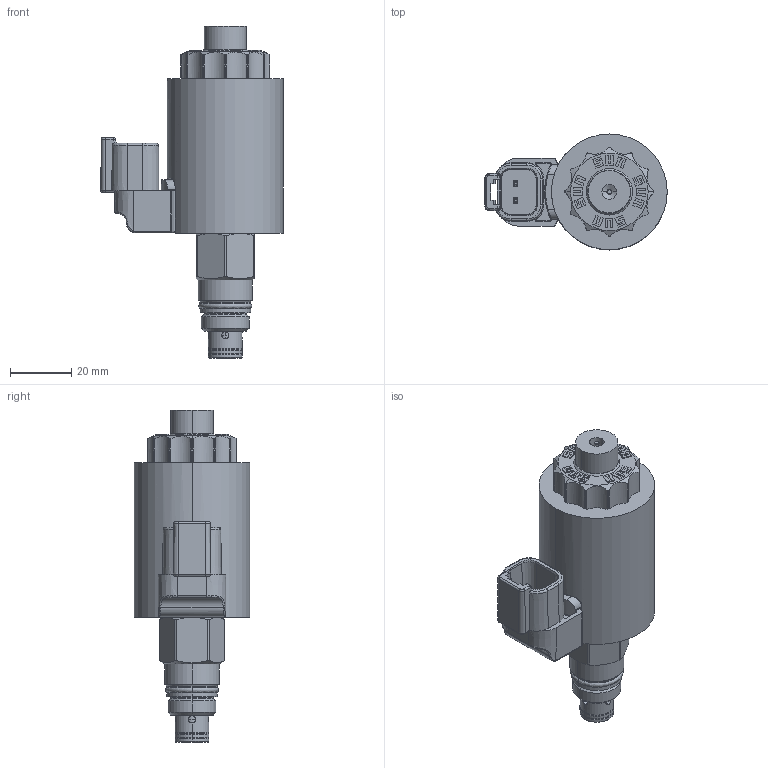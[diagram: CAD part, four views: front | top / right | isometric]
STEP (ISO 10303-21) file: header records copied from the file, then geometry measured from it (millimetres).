
FILE_DESCRIPTION((''),'2;1');
FILE_NAME('DTAFMHN924_SW','2023-12-01T15:27:20',('SigMax'),(''),'CREO PARAMETRIC BY PTC INC, 2021072','CREO PARAMETRIC BY PTC INC, 2021072','');
FILE_SCHEMA(('AUTOMOTIVE_DESIGN { 1 0 10303 214 1 1 1 1 }'));
Length unit declared in the file: inch
Products named in the file (1): DTAFMHN924_SW
Bounding box: 59.75 x 37.91 x 108.74 mm (x, y, z)
Volume: 68738 mm3; surface area: 38421.3 mm2
Topology: 3 solids, 3 shells, 741 faces, 1844 edges, 1151 vertices
Faces by surface type: plane 304, cylinder 223, cone 107, torus 85, bspline 14, sphere 4, revolution 4
Entity records: 30125 total; most frequent: CARTESIAN_POINT 7322, ORIENTED_EDGE 3684, DIRECTION 3666, EDGE_CURVE 1842, AXIS2_PLACEMENT_3D 1368, VERTEX_POINT 1151, VECTOR 926, LINE 926
